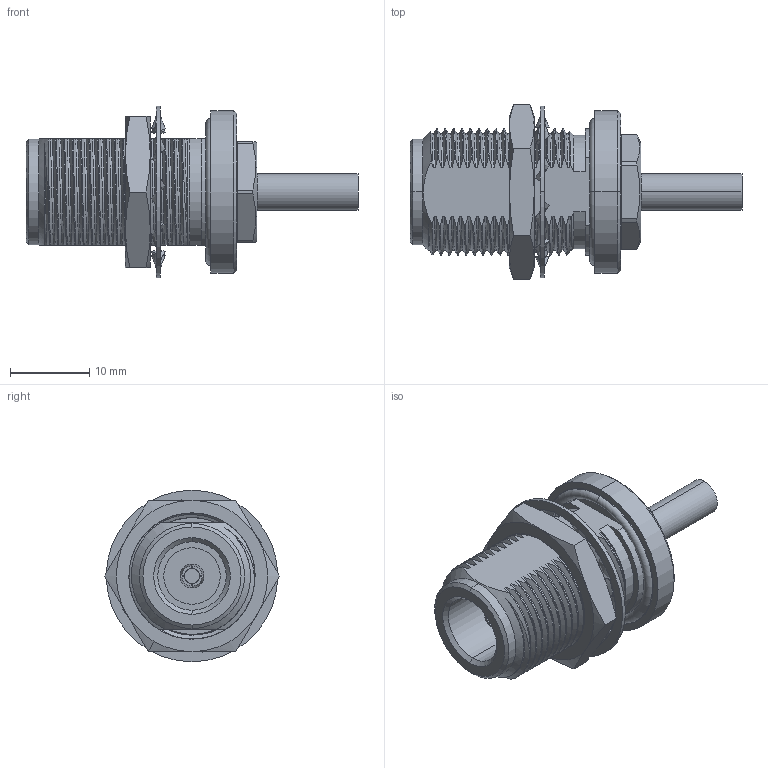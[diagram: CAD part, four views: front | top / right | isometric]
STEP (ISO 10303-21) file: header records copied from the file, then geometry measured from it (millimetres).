
FILE_DESCRIPTION (( 'STEP AP203' ), '1' );
FILE_NAME ('PE44877-FMCN1106.step', '2019-02-08T14:19:37', ( '' ), ( '' ), 'SwSTEP 2.0', 'SolidWorks 2017', '' );
FILE_SCHEMA (( 'CONFIG_CONTROL_DESIGN' ));
Products named in the file (1): PE44877-FMCN1106
Bounding box: 41.78 x 22 x 21.59 mm (x, y, z)
Volume: 5758 mm3; surface area: 5902.1 mm2
Topology: 7 solids, 7 shells, 383 faces, 1066 edges, 706 vertices
Faces by surface type: bspline 153, cylinder 113, plane 63, cone 50, torus 4
Entity records: 86894 total; most frequent: CARTESIAN_POINT 78811, ORIENTED_EDGE 2132, DIRECTION 1101, EDGE_CURVE 1066, VERTEX_POINT 706, AXIS2_PLACEMENT_3D 437, B_SPLINE_CURVE_WITH_KNOTS 425, EDGE_LOOP 404
